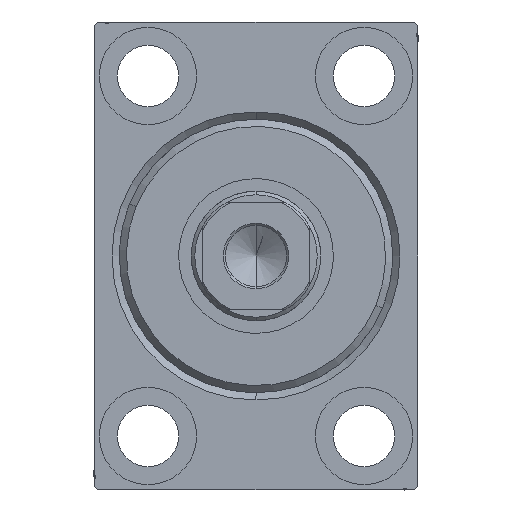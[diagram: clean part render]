
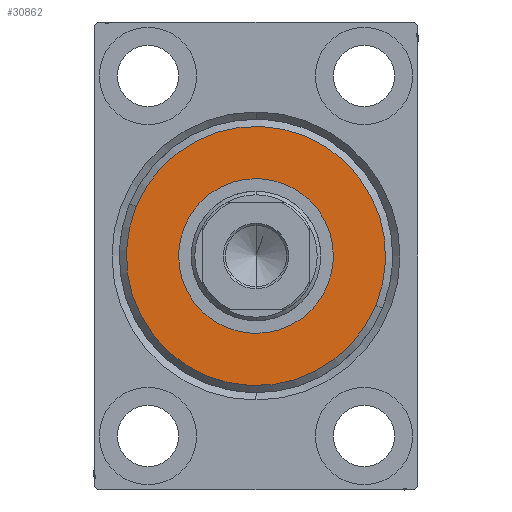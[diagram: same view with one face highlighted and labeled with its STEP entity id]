
A CAD part, left-side view. The second image highlights one B-rep face of the part: STEP entity #30862.
In plain terms, the highlighted face is planar.
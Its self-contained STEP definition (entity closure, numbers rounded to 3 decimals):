
#557 = ORIENTED_EDGE ( 'NONE', *, *, #30112, .T. ) ;
#1677 = CARTESIAN_POINT ( 'NONE',  ( 3., 0., 0. ) ) ;
#1921 = PLANE ( 'NONE',  #7168 ) ;
#2268 = CARTESIAN_POINT ( 'NONE',  ( 3., 0., 18. ) ) ;
#2896 = CARTESIAN_POINT ( 'NONE',  ( 3., 0., 0. ) ) ;
#3242 = ORIENTED_EDGE ( 'NONE', *, *, #17720, .T. ) ;
#3764 = EDGE_LOOP ( 'NONE', ( #41760, #3242 ) ) ;
#4567 = DIRECTION ( 'NONE',  ( 0., 0., -1. ) ) ;
#7168 = AXIS2_PLACEMENT_3D ( 'NONE', #42848, #39516, #21945 ) ;
#8022 = EDGE_LOOP ( 'NONE', ( #14073, #557 ) ) ;
#9502 = CIRCLE ( 'NONE', #42150, 18. ) ;
#10527 = VERTEX_POINT ( 'NONE', #17826 ) ;
#10549 = CARTESIAN_POINT ( 'NONE',  ( 3., 0., -10.75 ) ) ;
#11456 = EDGE_CURVE ( 'NONE', #17616, #36611, #39177, .T. ) ;
#14073 = ORIENTED_EDGE ( 'NONE', *, *, #11456, .T. ) ;
#16473 = DIRECTION ( 'NONE',  ( 0., 0., -1. ) ) ;
#17081 = EDGE_CURVE ( 'NONE', #37275, #10527, #9502, .T. ) ;
#17207 = CIRCLE ( 'NONE', #28555, 10.75 ) ;
#17616 = VERTEX_POINT ( 'NONE', #38221 ) ;
#17720 = EDGE_CURVE ( 'NONE', #10527, #37275, #37914, .T. ) ;
#17826 = CARTESIAN_POINT ( 'NONE',  ( 3., 0., -18. ) ) ;
#19537 = CARTESIAN_POINT ( 'NONE',  ( 3., 0., 0. ) ) ;
#21945 = DIRECTION ( 'NONE',  ( 0., 0., -1. ) ) ;
#22716 = DIRECTION ( 'NONE',  ( -1., 0., 0. ) ) ;
#22839 = FACE_OUTER_BOUND ( 'NONE', #3764, .T. ) ;
#28555 = AXIS2_PLACEMENT_3D ( 'NONE', #34526, #41412, #29712 ) ;
#29283 = FACE_BOUND ( 'NONE', #8022, .T. ) ;
#29712 = DIRECTION ( 'NONE',  ( 0., 0., -1. ) ) ;
#30112 = EDGE_CURVE ( 'NONE', #36611, #17616, #17207, .T. ) ;
#30862 = ADVANCED_FACE ( 'NONE', ( #22839, #29283 ), #1921, .T. ) ;
#31518 = AXIS2_PLACEMENT_3D ( 'NONE', #19537, #40411, #33095 ) ;
#33095 = DIRECTION ( 'NONE',  ( 0., 0., -1. ) ) ;
#34526 = CARTESIAN_POINT ( 'NONE',  ( 3., 0., 0. ) ) ;
#36611 = VERTEX_POINT ( 'NONE', #10549 ) ;
#37275 = VERTEX_POINT ( 'NONE', #2268 ) ;
#37914 = CIRCLE ( 'NONE', #31518, 18. ) ;
#38221 = CARTESIAN_POINT ( 'NONE',  ( 3., 0., 10.75 ) ) ;
#39177 = CIRCLE ( 'NONE', #39883, 10.75 ) ;
#39516 = DIRECTION ( 'NONE',  ( 1., 0., 0. ) ) ;
#39883 = AXIS2_PLACEMENT_3D ( 'NONE', #2896, #22716, #16473 ) ;
#40411 = DIRECTION ( 'NONE',  ( 1., 0., 0. ) ) ;
#41412 = DIRECTION ( 'NONE',  ( -1., 0., 0. ) ) ;
#41760 = ORIENTED_EDGE ( 'NONE', *, *, #17081, .T. ) ;
#42150 = AXIS2_PLACEMENT_3D ( 'NONE', #1677, #42366, #4567 ) ;
#42366 = DIRECTION ( 'NONE',  ( 1., 0., 0. ) ) ;
#42848 = CARTESIAN_POINT ( 'NONE',  ( 3., 0., 0. ) ) ;
